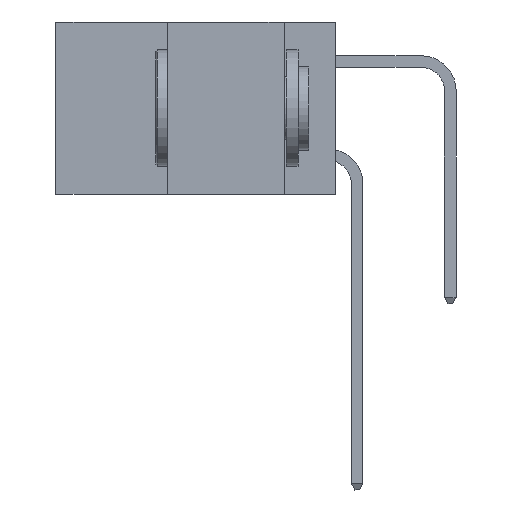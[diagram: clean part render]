
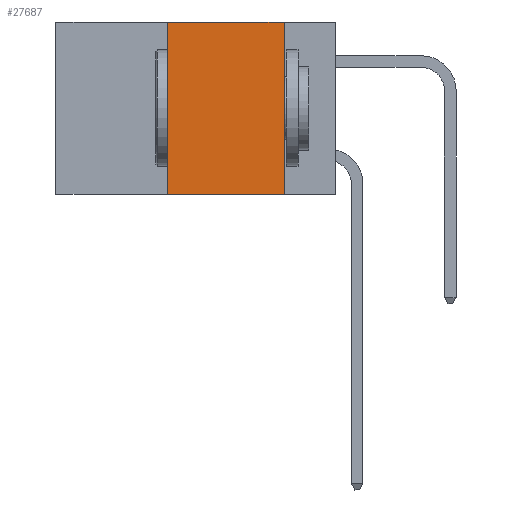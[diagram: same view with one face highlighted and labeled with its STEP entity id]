
A CAD part, left-side view. The second image highlights one B-rep face of the part: STEP entity #27687.
In plain terms, the highlighted planar face has unit normal (-1, 0, 0).
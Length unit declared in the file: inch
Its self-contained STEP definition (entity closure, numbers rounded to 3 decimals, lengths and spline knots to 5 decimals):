
#46 = VECTOR ( 'NONE', #12946, 39.37008 ) ;
#185 = EDGE_CURVE ( 'NONE', #15488, #23656, #23014, .T. ) ;
#1559 = VERTEX_POINT ( 'NONE', #7520 ) ;
#1827 = DIRECTION ( 'NONE',  ( 1., 0., 0. ) ) ;
#1937 = CARTESIAN_POINT ( 'NONE',  ( 0., 0.6, -0.37 ) ) ;
#2251 = DIRECTION ( 'NONE',  ( 0., -1., 0. ) ) ;
#3972 = LINE ( 'NONE', #1937, #8009 ) ;
#4295 = DIRECTION ( 'NONE',  ( 0., -1., 0. ) ) ;
#4629 = EDGE_CURVE ( 'NONE', #15488, #1559, #3972, .T. ) ;
#7171 = EDGE_CURVE ( 'NONE', #23656, #7914, #13730, .T. ) ;
#7520 = CARTESIAN_POINT ( 'NONE',  ( 0., 0.11, -0.37 ) ) ;
#7714 = ORIENTED_EDGE ( 'NONE', *, *, #185, .F. ) ;
#7914 = VERTEX_POINT ( 'NONE', #23905 ) ;
#8009 = VECTOR ( 'NONE', #4295, 39.37008 ) ;
#9615 = CARTESIAN_POINT ( 'NONE',  ( 0., 0.36, 0. ) ) ;
#11102 = ORIENTED_EDGE ( 'NONE', *, *, #4629, .T. ) ;
#12467 = ORIENTED_EDGE ( 'NONE', *, *, #14534, .F. ) ;
#12730 = FACE_OUTER_BOUND ( 'NONE', #13843, .T. ) ;
#12946 = DIRECTION ( 'NONE',  ( 0., 0., -1. ) ) ;
#13730 = LINE ( 'NONE', #16281, #14442 ) ;
#13843 = EDGE_LOOP ( 'NONE', ( #12467, #20858, #7714, #11102 ) ) ;
#14442 = VECTOR ( 'NONE', #2251, 39.37008 ) ;
#14534 = EDGE_CURVE ( 'NONE', #7914, #1559, #18017, .T. ) ;
#15407 = CARTESIAN_POINT ( 'NONE',  ( 0., 0.36, 0. ) ) ;
#15488 = VERTEX_POINT ( 'NONE', #22765 ) ;
#16281 = CARTESIAN_POINT ( 'NONE',  ( 0., 0.6, 0. ) ) ;
#18017 = LINE ( 'NONE', #19964, #46 ) ;
#18213 = DIRECTION ( 'NONE',  ( 0., 0., -1. ) ) ;
#18249 = AXIS2_PLACEMENT_3D ( 'NONE', #25143, #1827, #18213 ) ;
#19964 = CARTESIAN_POINT ( 'NONE',  ( 0., 0.11, 0. ) ) ;
#20858 = ORIENTED_EDGE ( 'NONE', *, *, #7171, .F. ) ;
#21159 = DIRECTION ( 'NONE',  ( 0., 0., 1. ) ) ;
#22765 = CARTESIAN_POINT ( 'NONE',  ( 0., 0.36, -0.37 ) ) ;
#23014 = LINE ( 'NONE', #15407, #29105 ) ;
#23656 = VERTEX_POINT ( 'NONE', #9615 ) ;
#23905 = CARTESIAN_POINT ( 'NONE',  ( 0., 0.11, 0. ) ) ;
#25143 = CARTESIAN_POINT ( 'NONE',  ( 0., 0.6, 0. ) ) ;
#27687 = ADVANCED_FACE ( 'NONE', ( #12730 ), #29772, .F. ) ;
#29105 = VECTOR ( 'NONE', #21159, 39.37008 ) ;
#29772 = PLANE ( 'NONE',  #18249 ) ;
